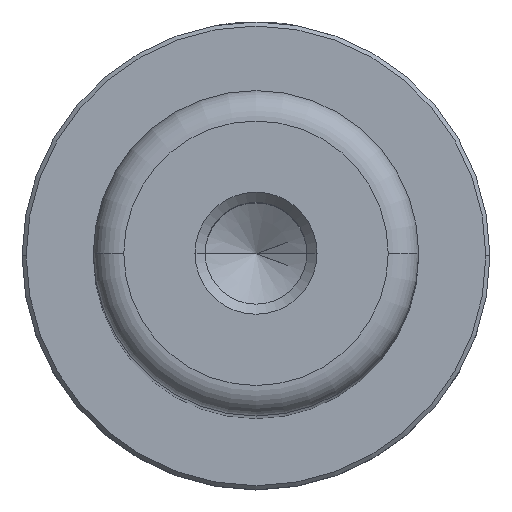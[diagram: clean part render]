
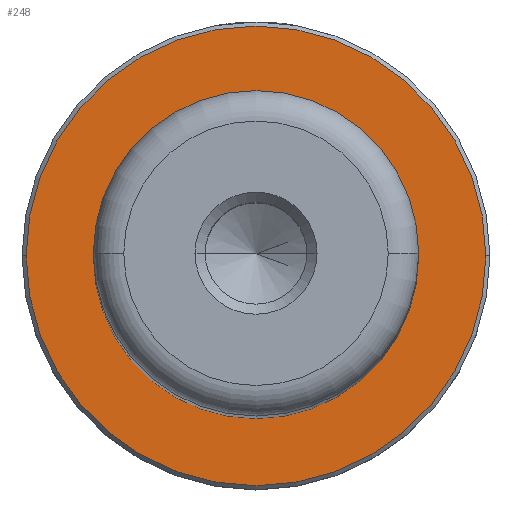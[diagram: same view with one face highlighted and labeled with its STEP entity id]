
A CAD part, top view. The second image highlights one B-rep face of the part: STEP entity #248.
In plain terms, the highlighted planar face has unit normal (0, 0, 1).
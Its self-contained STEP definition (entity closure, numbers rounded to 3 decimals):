
#21 = VERTEX_POINT ( 'NONE', #1642 ) ;
#29 = DIRECTION ( 'NONE',  ( 1., 0., 0. ) ) ;
#40 = CIRCLE ( 'NONE', #1658, 7.5 ) ;
#58 = ORIENTED_EDGE ( 'NONE', *, *, #758, .T. ) ;
#61 = FACE_OUTER_BOUND ( 'NONE', #834, .T. ) ;
#118 = AXIS2_PLACEMENT_3D ( 'NONE', #1335, #1272, #1231 ) ;
#128 = FACE_BOUND ( 'NONE', #910, .T. ) ;
#161 = CARTESIAN_POINT ( 'NONE',  ( 7.5, 0., 15. ) ) ;
#246 = CARTESIAN_POINT ( 'NONE',  ( 0., 0., 15. ) ) ;
#248 = ADVANCED_FACE ( 'NONE', ( #61, #128 ), #947, .T. ) ;
#318 = DIRECTION ( 'NONE',  ( 0., 0., 1. ) ) ;
#365 = EDGE_CURVE ( 'NONE', #1310, #21, #899, .T. ) ;
#374 = ORIENTED_EDGE ( 'NONE', *, *, #952, .T. ) ;
#410 = DIRECTION ( 'NONE',  ( -1., 0., 0. ) ) ;
#653 = CIRCLE ( 'NONE', #1225, 11.3 ) ;
#758 = EDGE_CURVE ( 'NONE', #1708, #1696, #1891, .T. ) ;
#834 = EDGE_LOOP ( 'NONE', ( #891, #374 ) ) ;
#883 = CARTESIAN_POINT ( 'NONE',  ( 0., 0., 15. ) ) ;
#891 = ORIENTED_EDGE ( 'NONE', *, *, #365, .T. ) ;
#899 = CIRCLE ( 'NONE', #118, 11.3 ) ;
#910 = EDGE_LOOP ( 'NONE', ( #58, #1074 ) ) ;
#947 = PLANE ( 'NONE',  #1830 ) ;
#952 = EDGE_CURVE ( 'NONE', #21, #1310, #653, .T. ) ;
#996 = DIRECTION ( 'NONE',  ( -1., 0., 0. ) ) ;
#1004 = DIRECTION ( 'NONE',  ( 0., 0., -1. ) ) ;
#1009 = CARTESIAN_POINT ( 'NONE',  ( 0., 0., 15. ) ) ;
#1074 = ORIENTED_EDGE ( 'NONE', *, *, #1391, .T. ) ;
#1168 = DIRECTION ( 'NONE',  ( 1., 0., 0. ) ) ;
#1225 = AXIS2_PLACEMENT_3D ( 'NONE', #1919, #1447, #1168 ) ;
#1231 = DIRECTION ( 'NONE',  ( 1., 0., 0. ) ) ;
#1263 = AXIS2_PLACEMENT_3D ( 'NONE', #883, #1004, #996 ) ;
#1272 = DIRECTION ( 'NONE',  ( 0., 0., 1. ) ) ;
#1310 = VERTEX_POINT ( 'NONE', #2015 ) ;
#1335 = CARTESIAN_POINT ( 'NONE',  ( 0., 0., 15. ) ) ;
#1391 = EDGE_CURVE ( 'NONE', #1696, #1708, #40, .T. ) ;
#1432 = DIRECTION ( 'NONE',  ( 0., 0., -1. ) ) ;
#1447 = DIRECTION ( 'NONE',  ( 0., 0., 1. ) ) ;
#1642 = CARTESIAN_POINT ( 'NONE',  ( 11.3, 0., 15. ) ) ;
#1658 = AXIS2_PLACEMENT_3D ( 'NONE', #246, #1432, #410 ) ;
#1673 = CARTESIAN_POINT ( 'NONE',  ( -7.5, 0., 15. ) ) ;
#1696 = VERTEX_POINT ( 'NONE', #161 ) ;
#1708 = VERTEX_POINT ( 'NONE', #1673 ) ;
#1830 = AXIS2_PLACEMENT_3D ( 'NONE', #1009, #318, #29 ) ;
#1891 = CIRCLE ( 'NONE', #1263, 7.5 ) ;
#1919 = CARTESIAN_POINT ( 'NONE',  ( 0., 0., 15. ) ) ;
#2015 = CARTESIAN_POINT ( 'NONE',  ( -11.3, 0., 15. ) ) ;
